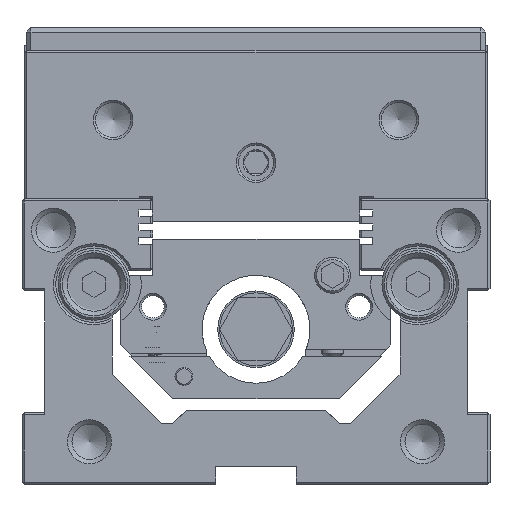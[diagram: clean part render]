
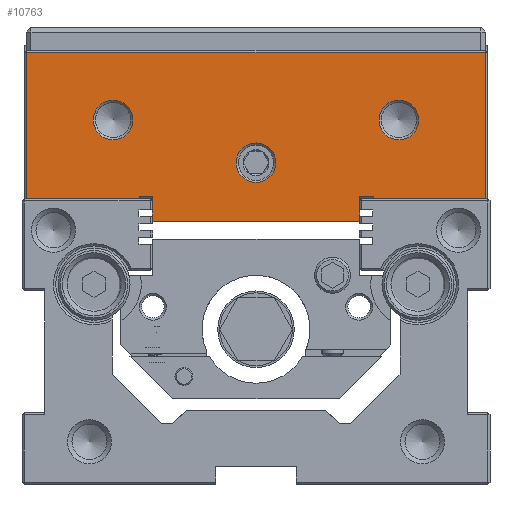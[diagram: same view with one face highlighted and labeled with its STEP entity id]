
A CAD part, front view. The second image highlights one B-rep face of the part: STEP entity #10763.
In plain terms, the highlighted face is planar.
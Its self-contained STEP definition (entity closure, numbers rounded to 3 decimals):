
#1133=LINE($,#17399,#2097);
#1134=LINE($,#17401,#2098);
#1135=LINE($,#17403,#2099);
#1136=LINE($,#17405,#2100);
#1137=LINE($,#17407,#2101);
#1138=LINE($,#17409,#2102);
#1139=LINE($,#17411,#2103);
#1140=LINE($,#17413,#2104);
#1141=LINE($,#17415,#2105);
#1142=LINE($,#17417,#2106);
#1143=LINE($,#17419,#2107);
#1144=LINE($,#17420,#2108);
#2097=VECTOR($,#14047,32.5);
#2098=VECTOR($,#14048,102.);
#2099=VECTOR($,#14049,32.5);
#2100=VECTOR($,#14050,25.);
#2101=VECTOR($,#14051,0.5);
#2102=VECTOR($,#14052,3.);
#2103=VECTOR($,#14053,5.5);
#2104=VECTOR($,#14054,46.);
#2105=VECTOR($,#14055,5.5);
#2106=VECTOR($,#14056,3.);
#2107=VECTOR($,#14057,0.5);
#2108=VECTOR($,#14058,25.);
#2679=PLANE($,#11678);
#2980=FACE_BOUND($,#4323,.T.);
#2981=FACE_BOUND($,#4324,.T.);
#2982=FACE_BOUND($,#4325,.T.);
#3510=FACE_OUTER_BOUND($,#4322,.T.);
#4322=EDGE_LOOP($,(#9283,#9284,#9285,#9286,#9287,#9288,#9289,#9290,#9291,
#9292,#9293,#9294));
#4323=EDGE_LOOP($,(#9295));
#4324=EDGE_LOOP($,(#9296));
#4325=EDGE_LOOP($,(#9297));
#4884=CIRCLE($,#11677,4.399);
#4885=CIRCLE($,#11679,4.399);
#4886=CIRCLE($,#11680,4.399);
#5665=VERTEX_POINT($,#17394);
#5666=VERTEX_POINT($,#17397);
#5667=VERTEX_POINT($,#17398);
#5668=VERTEX_POINT($,#17400);
#5669=VERTEX_POINT($,#17402);
#5670=VERTEX_POINT($,#17404);
#5671=VERTEX_POINT($,#17406);
#5672=VERTEX_POINT($,#17408);
#5673=VERTEX_POINT($,#17410);
#5674=VERTEX_POINT($,#17412);
#5675=VERTEX_POINT($,#17414);
#5676=VERTEX_POINT($,#17416);
#5677=VERTEX_POINT($,#17418);
#5678=VERTEX_POINT($,#17421);
#5679=VERTEX_POINT($,#17423);
#6939=EDGE_CURVE($,#5665,#5665,#4884,.T.);
#6940=EDGE_CURVE($,#5666,#5667,#1133,.T.);
#6941=EDGE_CURVE($,#5668,#5666,#1134,.T.);
#6942=EDGE_CURVE($,#5669,#5668,#1135,.T.);
#6943=EDGE_CURVE($,#5670,#5669,#1136,.T.);
#6944=EDGE_CURVE($,#5671,#5670,#1137,.T.);
#6945=EDGE_CURVE($,#5672,#5671,#1138,.T.);
#6946=EDGE_CURVE($,#5673,#5672,#1139,.T.);
#6947=EDGE_CURVE($,#5674,#5673,#1140,.T.);
#6948=EDGE_CURVE($,#5675,#5674,#1141,.T.);
#6949=EDGE_CURVE($,#5676,#5675,#1142,.T.);
#6950=EDGE_CURVE($,#5677,#5676,#1143,.T.);
#6951=EDGE_CURVE($,#5667,#5677,#1144,.T.);
#6952=EDGE_CURVE($,#5678,#5678,#4885,.T.);
#6953=EDGE_CURVE($,#5679,#5679,#4886,.T.);
#9283=ORIENTED_EDGE($,*,*,#6940,.F.);
#9284=ORIENTED_EDGE($,*,*,#6941,.F.);
#9285=ORIENTED_EDGE($,*,*,#6942,.F.);
#9286=ORIENTED_EDGE($,*,*,#6943,.F.);
#9287=ORIENTED_EDGE($,*,*,#6944,.F.);
#9288=ORIENTED_EDGE($,*,*,#6945,.F.);
#9289=ORIENTED_EDGE($,*,*,#6946,.F.);
#9290=ORIENTED_EDGE($,*,*,#6947,.F.);
#9291=ORIENTED_EDGE($,*,*,#6948,.F.);
#9292=ORIENTED_EDGE($,*,*,#6949,.F.);
#9293=ORIENTED_EDGE($,*,*,#6950,.F.);
#9294=ORIENTED_EDGE($,*,*,#6951,.F.);
#9295=ORIENTED_EDGE($,*,*,#6952,.F.);
#9296=ORIENTED_EDGE($,*,*,#6939,.F.);
#9297=ORIENTED_EDGE($,*,*,#6953,.F.);
#10763=ADVANCED_FACE($,(#3510,#2980,#2981,#2982),#2679,.T.);
#11677=AXIS2_PLACEMENT_3D($,#17395,#14043,#14044);
#11678=AXIS2_PLACEMENT_3D($,#17396,#14045,#14046);
#11679=AXIS2_PLACEMENT_3D($,#17422,#14059,#14060);
#11680=AXIS2_PLACEMENT_3D($,#17424,#14061,#14062);
#14043=DIRECTION('center_axis',(0.,1.,0.));
#14044=DIRECTION('ref_axis',(-1.,0.,0.));
#14045=DIRECTION('center_axis',(0.,1.,0.));
#14046=DIRECTION('ref_axis',(0.,0.,1.));
#14047=DIRECTION($,(0.,0.,-1.));
#14048=DIRECTION($,(-1.,0.,0.));
#14049=DIRECTION($,(0.,0.,1.));
#14050=DIRECTION($,(1.,0.,0.));
#14051=DIRECTION($,(0.,0.,-1.));
#14052=DIRECTION($,(1.,0.,0.));
#14053=DIRECTION($,(0.,0.,1.));
#14054=DIRECTION($,(1.,0.,0.));
#14055=DIRECTION($,(0.,0.,-1.));
#14056=DIRECTION($,(1.,0.,0.));
#14057=DIRECTION($,(0.,0.,1.));
#14058=DIRECTION($,(1.,0.,0.));
#14059=DIRECTION('center_axis',(0.,1.,0.));
#14060=DIRECTION('ref_axis',(-1.,0.,0.));
#14061=DIRECTION('center_axis',(0.,1.,0.));
#14062=DIRECTION('ref_axis',(-1.,0.,0.));
#17394=CARTESIAN_POINT('',(-27.351,69.,-15.5));
#17395=CARTESIAN_POINT('Origin',(-31.75,69.,-15.5));
#17396=CARTESIAN_POINT('Origin',(0.,69.,-18.083));
#17397=CARTESIAN_POINT('',(-51.,69.,-0.5));
#17398=CARTESIAN_POINT('',(-51.,69.,-33.));
#17399=CARTESIAN_POINT($,(-51.,69.,-9.041));
#17400=CARTESIAN_POINT('',(51.,69.,-0.5));
#17401=CARTESIAN_POINT($,(25.75,69.,-0.5));
#17402=CARTESIAN_POINT('',(51.,69.,-33.));
#17403=CARTESIAN_POINT($,(51.,69.,-25.541));
#17404=CARTESIAN_POINT('',(26.,69.,-33.));
#17405=CARTESIAN_POINT($,(51.5,69.,-33.));
#17406=CARTESIAN_POINT('',(26.,69.,-32.5));
#17407=CARTESIAN_POINT($,(26.,69.,-33.));
#17408=CARTESIAN_POINT('',(23.,69.,-32.5));
#17409=CARTESIAN_POINT($,(26.,69.,-32.5));
#17410=CARTESIAN_POINT('',(23.,69.,-38.));
#17411=CARTESIAN_POINT($,(23.,69.,-32.5));
#17412=CARTESIAN_POINT('',(-23.,69.,-38.));
#17413=CARTESIAN_POINT($,(23.,69.,-38.));
#17414=CARTESIAN_POINT('',(-23.,69.,-32.5));
#17415=CARTESIAN_POINT($,(-23.,69.,-38.));
#17416=CARTESIAN_POINT('',(-26.,69.,-32.5));
#17417=CARTESIAN_POINT($,(-23.,69.,-32.5));
#17418=CARTESIAN_POINT('',(-26.,69.,-33.));
#17419=CARTESIAN_POINT($,(-26.,69.,-32.5));
#17420=CARTESIAN_POINT($,(-26.,69.,-33.));
#17421=CARTESIAN_POINT('',(4.399,69.,-25.));
#17422=CARTESIAN_POINT('Origin',(0.,69.,-25.));
#17423=CARTESIAN_POINT('',(36.149,69.,-15.5));
#17424=CARTESIAN_POINT('Origin',(31.75,69.,-15.5));
